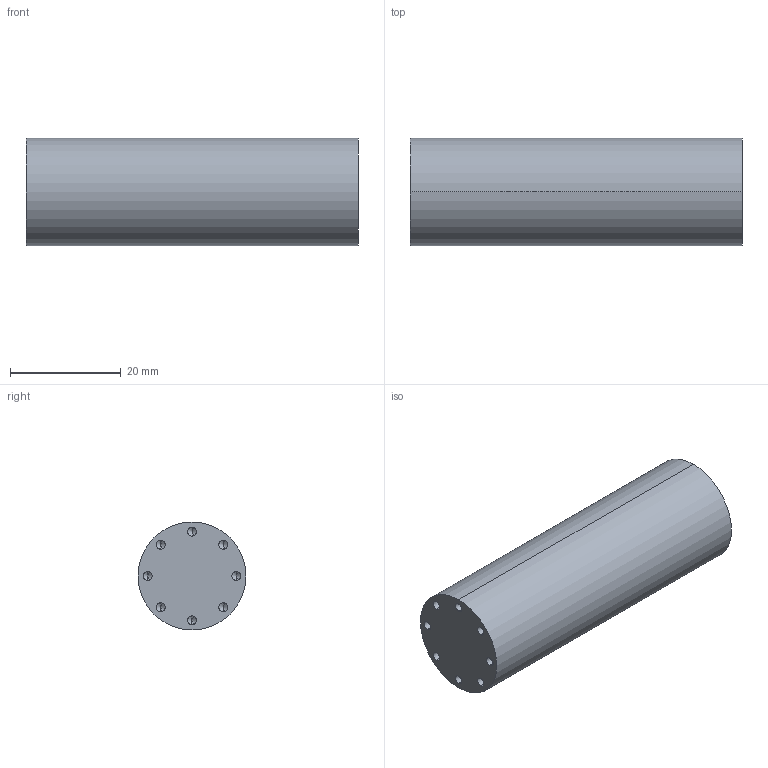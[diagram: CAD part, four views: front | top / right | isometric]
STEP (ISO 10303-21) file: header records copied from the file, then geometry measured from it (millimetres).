
FILE_DESCRIPTION (( 'STEP AP203' ), '1' );
FILE_NAME ('joint3_cylinder.STEP', '2021-11-11T02:55:55', ( '' ), ( '' ), 'SwSTEP 2.0', 'SolidWorks 2019', '' );
FILE_SCHEMA (( 'CONFIG_CONTROL_DESIGN' ));
Length unit declared in the file: millimetre
Products named in the file (1): joint3_cylinder
Bounding box: 60 x 19.5 x 19.5 mm (x, y, z)
Volume: 17746.4 mm3; surface area: 4696.5 mm2
Topology: 1 solids, 1 shells, 68 faces, 166 edges, 84 vertices
Faces by surface type: cylinder 34, cone 32, plane 2
Entity records: 1835 total; most frequent: DIRECTION 340, CARTESIAN_POINT 287, ORIENTED_EDGE 268, AXIS2_PLACEMENT_3D 137, EDGE_CURVE 134, EDGE_LOOP 84, VERTEX_POINT 84, FACE_OUTER_BOUND 68
